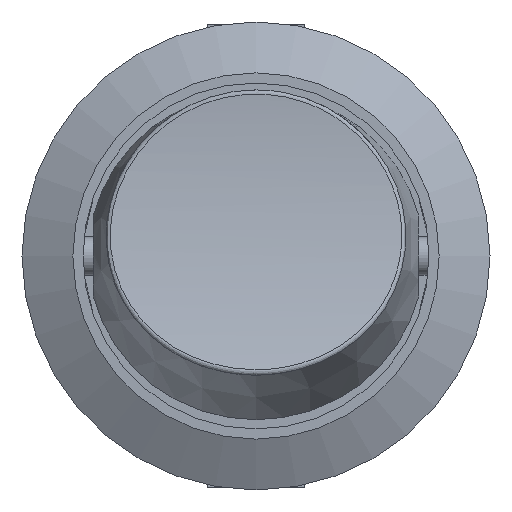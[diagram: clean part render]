
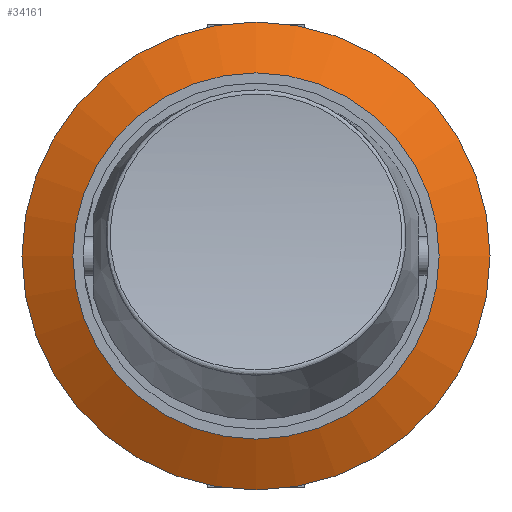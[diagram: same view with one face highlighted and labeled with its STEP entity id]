
A CAD part, left-side view. The second image highlights one B-rep face of the part: STEP entity #34161.
In plain terms, the highlighted conical face has half-angle 63.435 degrees and reference radius 10.25 mm.
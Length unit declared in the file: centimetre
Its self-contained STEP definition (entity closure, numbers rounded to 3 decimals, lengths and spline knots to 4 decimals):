
#18=CONICAL_SURFACE('',#35463,1.025,1.107);
#3648=FACE_OUTER_BOUND('',#5596,.T.);
#5596=EDGE_LOOP('',(#31032,#31033,#31034,#31035));
#5676=CIRCLE('',#35462,0.9);
#5677=CIRCLE('',#35464,1.15);
#9412=LINE('',#59023,#13149);
#13149=VECTOR('',#41749,1.025);
#16406=VERTEX_POINT('',#59018);
#16407=VERTEX_POINT('',#59021);
#21302=EDGE_CURVE('',#16406,#16406,#5676,.T.);
#21303=EDGE_CURVE('',#16407,#16407,#5677,.T.);
#21304=EDGE_CURVE('',#16407,#16406,#9412,.T.);
#31032=ORIENTED_EDGE('',*,*,#21303,.F.);
#31033=ORIENTED_EDGE('',*,*,#21304,.T.);
#31034=ORIENTED_EDGE('',*,*,#21302,.T.);
#31035=ORIENTED_EDGE('',*,*,#21304,.F.);
#34161=ADVANCED_FACE('',(#3648),#18,.T.);
#35462=AXIS2_PLACEMENT_3D('',#59019,#41743,#41744);
#35463=AXIS2_PLACEMENT_3D('',#59020,#41745,#41746);
#35464=AXIS2_PLACEMENT_3D('',#59022,#41747,#41748);
#41743=DIRECTION('center_axis',(1.,0.,0.));
#41744=DIRECTION('ref_axis',(0.,0.,
1.));
#41745=DIRECTION('center_axis',(1.,0.,0.));
#41746=DIRECTION('ref_axis',(0.,0.,
1.));
#41747=DIRECTION('center_axis',(1.,0.,0.));
#41748=DIRECTION('ref_axis',(0.,0.,
1.));
#41749=DIRECTION('',(-0.447,0.,0.894));
#59018=CARTESIAN_POINT('',(-1.65,0.,-0.9));
#59019=CARTESIAN_POINT('Origin',(-1.65,0.,0.));
#59020=CARTESIAN_POINT('Origin',(-1.5875,0.,0.));
#59021=CARTESIAN_POINT('',(-1.525,0.,-1.15));
#59022=CARTESIAN_POINT('Origin',(-1.525,0.,0.));
#59023=CARTESIAN_POINT('',(-1.5875,0.,-1.025));
